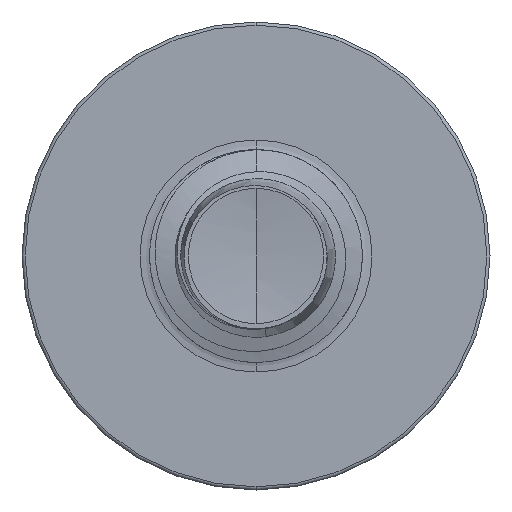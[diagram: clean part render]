
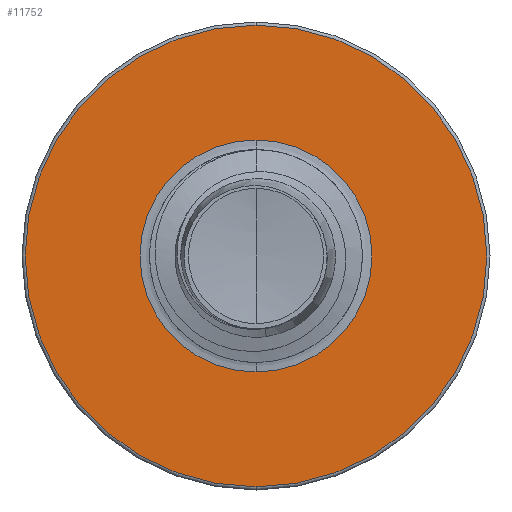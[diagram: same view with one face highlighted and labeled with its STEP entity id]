
A CAD part, front view. The second image highlights one B-rep face of the part: STEP entity #11752.
In plain terms, the highlighted planar face has unit normal (0, -1, 0).
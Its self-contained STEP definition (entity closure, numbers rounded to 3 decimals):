
#315 = EDGE_LOOP ( 'NONE', ( #9745, #7410 ) ) ;
#356 = CARTESIAN_POINT ( 'NONE',  ( 0., 2.5, 1.363 ) ) ;
#695 = AXIS2_PLACEMENT_3D ( 'NONE', #2951, #2827, #2758 ) ;
#1290 = AXIS2_PLACEMENT_3D ( 'NONE', #4319, #4303, #4300 ) ;
#1598 = CIRCLE ( 'NONE', #1829, 2.713 ) ;
#1829 = AXIS2_PLACEMENT_3D ( 'NONE', #2288, #2183, #2057 ) ;
#2034 = CARTESIAN_POINT ( 'NONE',  ( 0., 2.5, -2.712 ) ) ;
#2057 = DIRECTION ( 'NONE',  ( 0., 0., 1. ) ) ;
#2183 = DIRECTION ( 'NONE',  ( 0., 1., 0. ) ) ;
#2288 = CARTESIAN_POINT ( 'NONE',  ( 0., 2.5, 0. ) ) ;
#2758 = DIRECTION ( 'NONE',  ( 0., 0., 1. ) ) ;
#2827 = DIRECTION ( 'NONE',  ( 0., 1., 0. ) ) ;
#2951 = CARTESIAN_POINT ( 'NONE',  ( 0., 2.5, 0. ) ) ;
#3137 = DIRECTION ( 'NONE',  ( 0., 0., 1. ) ) ;
#3147 = DIRECTION ( 'NONE',  ( 0., 1., 0. ) ) ;
#3164 = PLANE ( 'NONE',  #9518 ) ;
#3402 = CARTESIAN_POINT ( 'NONE',  ( 0., 2.5, -1.363 ) ) ;
#3716 = AXIS2_PLACEMENT_3D ( 'NONE', #7396, #7369, #7355 ) ;
#4300 = DIRECTION ( 'NONE',  ( 0., 0., 1. ) ) ;
#4303 = DIRECTION ( 'NONE',  ( 0., 1., 0. ) ) ;
#4319 = CARTESIAN_POINT ( 'NONE',  ( 0., 2.5, 0. ) ) ;
#4325 = CARTESIAN_POINT ( 'NONE',  ( 0., 2.5, -1.363 ) ) ;
#5963 = ORIENTED_EDGE ( 'NONE', *, *, #10276, .F. ) ;
#6073 = CARTESIAN_POINT ( 'NONE',  ( 0., 2.5, 2.713 ) ) ;
#6264 = EDGE_CURVE ( 'NONE', #11571, #9346, #9037, .T. ) ;
#6748 = VERTEX_POINT ( 'NONE', #2034 ) ;
#7355 = DIRECTION ( 'NONE',  ( 0., 0., 1. ) ) ;
#7369 = DIRECTION ( 'NONE',  ( 0., 1., 0. ) ) ;
#7396 = CARTESIAN_POINT ( 'NONE',  ( 0., 2.5, 0. ) ) ;
#7410 = ORIENTED_EDGE ( 'NONE', *, *, #6264, .T. ) ;
#8462 = FACE_BOUND ( 'NONE', #315, .T. ) ;
#9037 = CIRCLE ( 'NONE', #1290, 1.363 ) ;
#9346 = VERTEX_POINT ( 'NONE', #356 ) ;
#9518 = AXIS2_PLACEMENT_3D ( 'NONE', #3402, #3147, #3137 ) ;
#9745 = ORIENTED_EDGE ( 'NONE', *, *, #10534, .T. ) ;
#10276 = EDGE_CURVE ( 'NONE', #11905, #6748, #10752, .T. ) ;
#10490 = CIRCLE ( 'NONE', #695, 1.363 ) ;
#10534 = EDGE_CURVE ( 'NONE', #9346, #11571, #10490, .T. ) ;
#10540 = EDGE_CURVE ( 'NONE', #6748, #11905, #1598, .T. ) ;
#10561 = FACE_OUTER_BOUND ( 'NONE', #11756, .T. ) ;
#10752 = CIRCLE ( 'NONE', #3716, 2.713 ) ;
#11571 = VERTEX_POINT ( 'NONE', #4325 ) ;
#11752 = ADVANCED_FACE ( 'NONE', ( #10561, #8462 ), #3164, .F. ) ;
#11756 = EDGE_LOOP ( 'NONE', ( #5963, #11901 ) ) ;
#11901 = ORIENTED_EDGE ( 'NONE', *, *, #10540, .F. ) ;
#11905 = VERTEX_POINT ( 'NONE', #6073 ) ;
